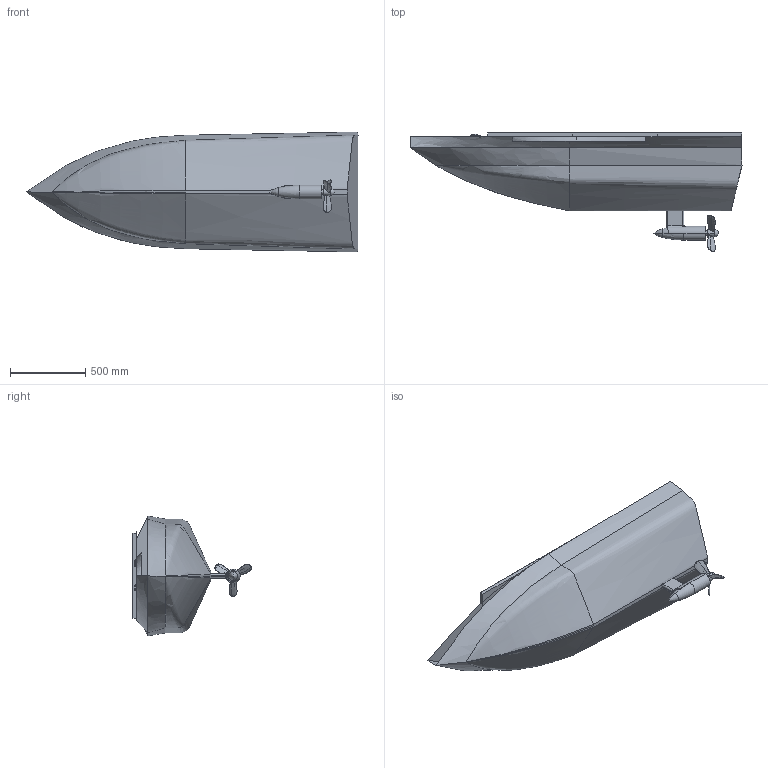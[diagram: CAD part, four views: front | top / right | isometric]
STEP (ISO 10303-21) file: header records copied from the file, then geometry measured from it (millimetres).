
FILE_DESCRIPTION (( 'STEP AP214' ), '1' );
FILE_NAME ('bateau.STEP', '2022-01-18T09:48:01', ( '' ), ( '' ), 'SwSTEP 2.0', 'SolidWorks 2022', '' );
FILE_SCHEMA (( 'AUTOMOTIVE_DESIGN' ));
Length unit declared in the file: millimetre
Products named in the file (8): Solar Panel 535w; GOMMINO ^ANTENNA GPS_bateau; MINN KOTA-55; body_bateau; ANTENNA GPS^bateau; ANT-SH2^bateau; RICEVITORE^ANTENNA GPS_bateau; bateau
Assembly tree (12 placements, depth 3):
  bateau
    Solar Panel 535w  x3
    body_bateau
    ANTENNA GPS^bateau
      RICEVITORE^ANTENNA GPS_bateau
      GOMMINO ^ANTENNA GPS_bateau  x4
    ANT-SH2^bateau
    MINN KOTA-55
Bounding box: 2210.8 x 789.67 x 798.49 mm (x, y, z)
Volume: 27423546.4 mm3; surface area: 6287217.2 mm2
Topology: 12 solids, 17 shells, 1948 faces, 4960 edges, 3266 vertices
Faces by surface type: plane 1758, cylinder 87, bspline 70, torus 16, sphere 9, cone 8
Entity records: 39335 total; most frequent: CARTESIAN_POINT 16923, ORIENTED_EDGE 4520, DIRECTION 3944, EDGE_CURVE 2273, LINE 1892, VECTOR 1892, VERTEX_POINT 1490, AXIS2_PLACEMENT_3D 1026
